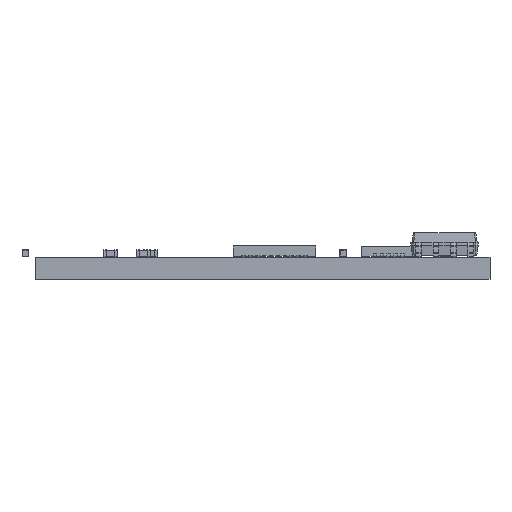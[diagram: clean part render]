
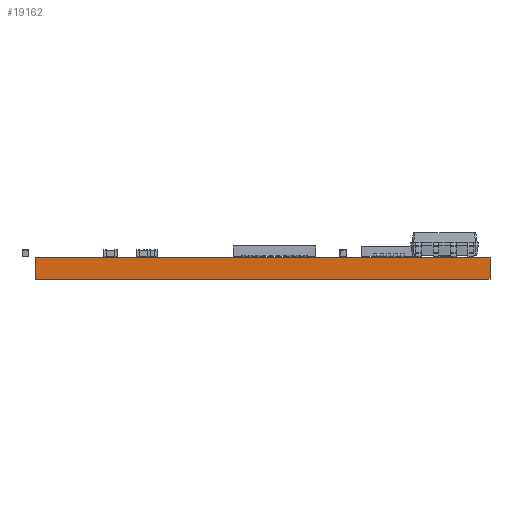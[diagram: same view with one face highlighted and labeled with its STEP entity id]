
A CAD part, front view. The second image highlights one B-rep face of the part: STEP entity #19162.
In plain terms, the highlighted planar face has unit normal (0, -1, 0).
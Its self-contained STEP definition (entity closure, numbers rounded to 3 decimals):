
#19106 = VERTEX_POINT('',#19107);
#19107 = CARTESIAN_POINT('',(153.67,-160.02,1.6));
#19113 = EDGE_CURVE('',#19114,#19106,#19116,.T.);
#19114 = VERTEX_POINT('',#19115);
#19115 = CARTESIAN_POINT('',(153.67,-160.02,0.));
#19116 = LINE('',#19117,#19118);
#19117 = CARTESIAN_POINT('',(153.67,-160.02,0.));
#19118 = VECTOR('',#19119,1.);
#19119 = DIRECTION('',(0.,0.,1.));
#19162 = ADVANCED_FACE('',(#19163),#19188,.T.);
#19163 = FACE_BOUND('',#19164,.T.);
#19164 = EDGE_LOOP('',(#19165,#19166,#19174,#19182));
#19165 = ORIENTED_EDGE('',*,*,#19113,.T.);
#19166 = ORIENTED_EDGE('',*,*,#19167,.T.);
#19167 = EDGE_CURVE('',#19106,#19168,#19170,.T.);
#19168 = VERTEX_POINT('',#19169);
#19169 = CARTESIAN_POINT('',(120.65,-160.02,1.6));
#19170 = LINE('',#19171,#19172);
#19171 = CARTESIAN_POINT('',(153.67,-160.02,1.6));
#19172 = VECTOR('',#19173,1.);
#19173 = DIRECTION('',(-1.,0.,0.));
#19174 = ORIENTED_EDGE('',*,*,#19175,.F.);
#19175 = EDGE_CURVE('',#19176,#19168,#19178,.T.);
#19176 = VERTEX_POINT('',#19177);
#19177 = CARTESIAN_POINT('',(120.65,-160.02,0.));
#19178 = LINE('',#19179,#19180);
#19179 = CARTESIAN_POINT('',(120.65,-160.02,0.));
#19180 = VECTOR('',#19181,1.);
#19181 = DIRECTION('',(0.,0.,1.));
#19182 = ORIENTED_EDGE('',*,*,#19183,.F.);
#19183 = EDGE_CURVE('',#19114,#19176,#19184,.T.);
#19184 = LINE('',#19185,#19186);
#19185 = CARTESIAN_POINT('',(153.67,-160.02,0.));
#19186 = VECTOR('',#19187,1.);
#19187 = DIRECTION('',(-1.,0.,0.));
#19188 = PLANE('',#19189);
#19189 = AXIS2_PLACEMENT_3D('',#19190,#19191,#19192);
#19190 = CARTESIAN_POINT('',(153.67,-160.02,0.));
#19191 = DIRECTION('',(0.,-1.,0.));
#19192 = DIRECTION('',(-1.,0.,0.));
